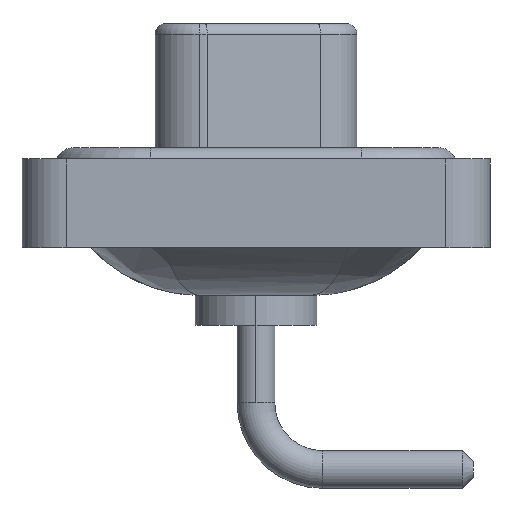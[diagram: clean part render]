
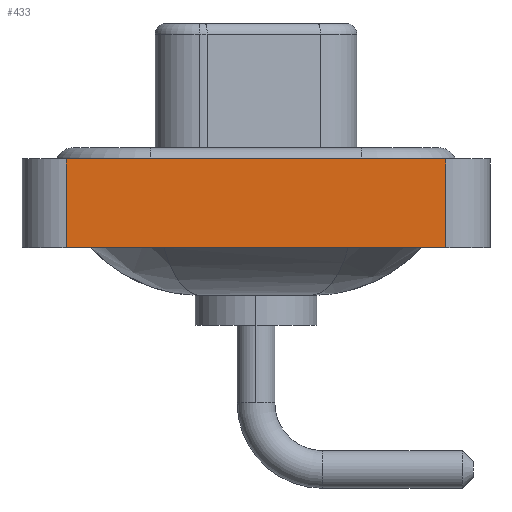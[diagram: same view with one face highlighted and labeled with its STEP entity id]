
A CAD part, left-side view. The second image highlights one B-rep face of the part: STEP entity #433.
In plain terms, the highlighted planar face has unit normal (-1, 0, 0).
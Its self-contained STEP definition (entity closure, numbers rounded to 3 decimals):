
#433 = ADVANCED_FACE ( 'NONE', ( #10033 ), #1940, .T. ) ;
#480 = VERTEX_POINT ( 'NONE', #9054 ) ;
#726 = EDGE_CURVE ( 'NONE', #14177, #480, #12006, .T. ) ;
#914 = CARTESIAN_POINT ( 'NONE',  ( -7.25, 8.55, 0.4 ) ) ;
#1001 = DIRECTION ( 'NONE',  ( 0., 0., 1. ) ) ;
#1238 = EDGE_LOOP ( 'NONE', ( #10010, #2185, #5527, #5874 ) ) ;
#1445 = CARTESIAN_POINT ( 'NONE',  ( -7.25, -8.55, -3.6 ) ) ;
#1940 = PLANE ( 'NONE',  #12396 ) ;
#2185 = ORIENTED_EDGE ( 'NONE', *, *, #8089, .F. ) ;
#3055 = EDGE_CURVE ( 'NONE', #5600, #6778, #9251, .T. ) ;
#3741 = LINE ( 'NONE', #5958, #5092 ) ;
#4958 = DIRECTION ( 'NONE',  ( 0., 0., 1. ) ) ;
#5092 = VECTOR ( 'NONE', #13009, 1000. ) ;
#5225 = CARTESIAN_POINT ( 'NONE',  ( -7.25, -8.55, -3.6 ) ) ;
#5305 = DIRECTION ( 'NONE',  ( -1., 0., 0. ) ) ;
#5527 = ORIENTED_EDGE ( 'NONE', *, *, #3055, .F. ) ;
#5600 = VERTEX_POINT ( 'NONE', #6156 ) ;
#5874 = ORIENTED_EDGE ( 'NONE', *, *, #8374, .T. ) ;
#5958 = CARTESIAN_POINT ( 'NONE',  ( -7.25, -8.55, 0.4 ) ) ;
#6156 = CARTESIAN_POINT ( 'NONE',  ( -7.25, 8.55, -3.6 ) ) ;
#6608 = DIRECTION ( 'NONE',  ( 0., 0., 1. ) ) ;
#6778 = VERTEX_POINT ( 'NONE', #914 ) ;
#8089 = EDGE_CURVE ( 'NONE', #6778, #480, #3741, .T. ) ;
#8374 = EDGE_CURVE ( 'NONE', #5600, #14177, #12774, .T. ) ;
#9054 = CARTESIAN_POINT ( 'NONE',  ( -7.25, -8.55, 0.4 ) ) ;
#9251 = LINE ( 'NONE', #13784, #11111 ) ;
#9972 = VECTOR ( 'NONE', #14922, 1000. ) ;
#10010 = ORIENTED_EDGE ( 'NONE', *, *, #726, .T. ) ;
#10033 = FACE_OUTER_BOUND ( 'NONE', #1238, .T. ) ;
#10676 = VECTOR ( 'NONE', #4958, 1000. ) ;
#11111 = VECTOR ( 'NONE', #1001, 1000. ) ;
#11991 = CARTESIAN_POINT ( 'NONE',  ( -7.25, -8.55, -3.6 ) ) ;
#12006 = LINE ( 'NONE', #1445, #10676 ) ;
#12396 = AXIS2_PLACEMENT_3D ( 'NONE', #5225, #5305, #6608 ) ;
#12774 = LINE ( 'NONE', #13703, #9972 ) ;
#13009 = DIRECTION ( 'NONE',  ( 0., -1., 0. ) ) ;
#13703 = CARTESIAN_POINT ( 'NONE',  ( -7.25, -8.55, -3.6 ) ) ;
#13784 = CARTESIAN_POINT ( 'NONE',  ( -7.25, 8.55, -3.6 ) ) ;
#14177 = VERTEX_POINT ( 'NONE', #11991 ) ;
#14922 = DIRECTION ( 'NONE',  ( 0., -1., 0. ) ) ;
